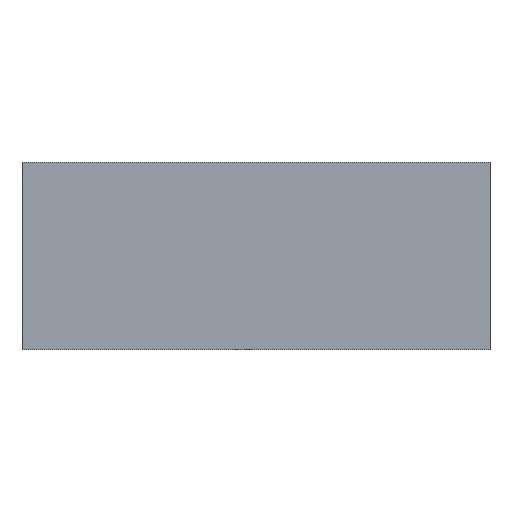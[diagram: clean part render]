
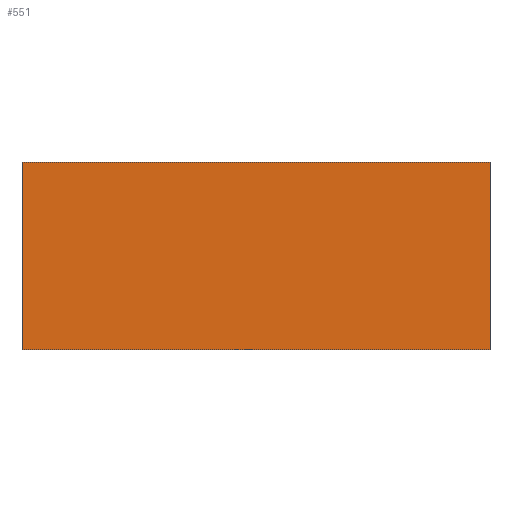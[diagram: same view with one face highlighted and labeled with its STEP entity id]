
A CAD part, front view. The second image highlights one B-rep face of the part: STEP entity #551.
In plain terms, the highlighted planar face has unit normal (0, -1, 0).
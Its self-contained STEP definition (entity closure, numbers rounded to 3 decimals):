
#50 = ORIENTED_EDGE ( 'NONE', *, *, #1005, .F. ) ;
#54 = VERTEX_POINT ( 'NONE', #721 ) ;
#56 = CARTESIAN_POINT ( 'NONE',  ( 20., -10., -8. ) ) ;
#77 = DIRECTION ( 'NONE',  ( 1., 0., 0. ) ) ;
#78 = LINE ( 'NONE', #232, #805 ) ;
#119 = VECTOR ( 'NONE', #77, 1000. ) ;
#232 = CARTESIAN_POINT ( 'NONE',  ( -20., -10., 8. ) ) ;
#238 = VERTEX_POINT ( 'NONE', #56 ) ;
#252 = CARTESIAN_POINT ( 'NONE',  ( -20., -10., 8. ) ) ;
#273 = EDGE_CURVE ( 'NONE', #1041, #54, #78, .T. ) ;
#277 = FACE_OUTER_BOUND ( 'NONE', #884, .T. ) ;
#300 = AXIS2_PLACEMENT_3D ( 'NONE', #712, #535, #634 ) ;
#333 = EDGE_CURVE ( 'NONE', #54, #238, #600, .T. ) ;
#334 = VERTEX_POINT ( 'NONE', #873 ) ;
#415 = DIRECTION ( 'NONE',  ( 0., 0., -1. ) ) ;
#433 = CARTESIAN_POINT ( 'NONE',  ( 20., -10., 8. ) ) ;
#435 = CARTESIAN_POINT ( 'NONE',  ( 0., -10., 8. ) ) ;
#441 = ORIENTED_EDGE ( 'NONE', *, *, #273, .T. ) ;
#519 = CARTESIAN_POINT ( 'NONE',  ( 0., -10., -8. ) ) ;
#535 = DIRECTION ( 'NONE',  ( 0., 1., 0. ) ) ;
#551 = ADVANCED_FACE ( 'NONE', ( #277 ), #628, .F. ) ;
#600 = LINE ( 'NONE', #519, #688 ) ;
#618 = VECTOR ( 'NONE', #792, 1000. ) ;
#628 = PLANE ( 'NONE',  #300 ) ;
#634 = DIRECTION ( 'NONE',  ( 0., 0., 1. ) ) ;
#664 = EDGE_CURVE ( 'NONE', #334, #238, #877, .T. ) ;
#688 = VECTOR ( 'NONE', #1140, 1000. ) ;
#712 = CARTESIAN_POINT ( 'NONE',  ( 0., -10., 8. ) ) ;
#721 = CARTESIAN_POINT ( 'NONE',  ( -20., -10., -8. ) ) ;
#792 = DIRECTION ( 'NONE',  ( 0., 0., -1. ) ) ;
#805 = VECTOR ( 'NONE', #415, 1000. ) ;
#873 = CARTESIAN_POINT ( 'NONE',  ( 20., -10., 8. ) ) ;
#877 = LINE ( 'NONE', #433, #618 ) ;
#884 = EDGE_LOOP ( 'NONE', ( #902, #950, #50, #441 ) ) ;
#902 = ORIENTED_EDGE ( 'NONE', *, *, #333, .T. ) ;
#906 = LINE ( 'NONE', #435, #119 ) ;
#950 = ORIENTED_EDGE ( 'NONE', *, *, #664, .F. ) ;
#1005 = EDGE_CURVE ( 'NONE', #1041, #334, #906, .T. ) ;
#1041 = VERTEX_POINT ( 'NONE', #252 ) ;
#1140 = DIRECTION ( 'NONE',  ( 1., 0., 0. ) ) ;
